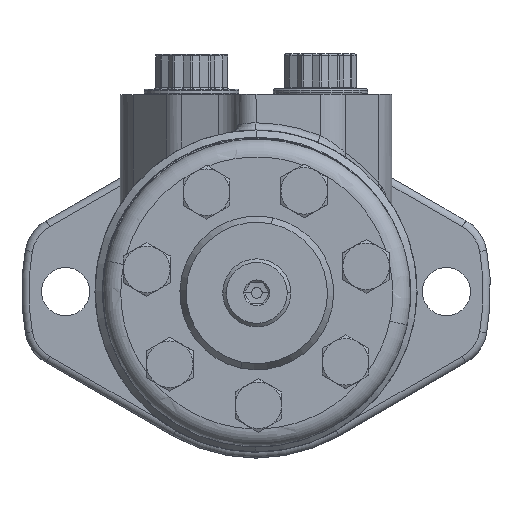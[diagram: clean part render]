
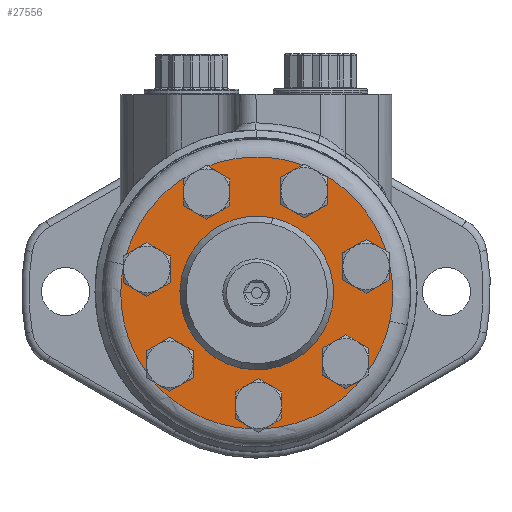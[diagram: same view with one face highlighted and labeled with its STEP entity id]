
A CAD part, top view. The second image highlights one B-rep face of the part: STEP entity #27556.
In plain terms, the highlighted planar face has unit normal (0, 0, 1).
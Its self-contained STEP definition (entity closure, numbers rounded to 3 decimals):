
#5375=CARTESIAN_POINT('',(0.214,-0.564,125.925));
#5376=DIRECTION('',(0.,0.,1.));
#5377=DIRECTION('',(-0.978,0.209,0.));
#5378=AXIS2_PLACEMENT_3D('',#5375,#5376,#5377);
#5380=CARTESIAN_POINT('',(0.214,-0.564,125.925));
#5381=DIRECTION('',(0.,0.,1.));
#5382=DIRECTION('',(0.978,-0.209,0.));
#5383=AXIS2_PLACEMENT_3D('',#5380,#5381,#5382);
#5385=CARTESIAN_POINT('',(25.058,-19.819,125.925));
#5386=DIRECTION('',(0.,0.,1.));
#5387=DIRECTION('',(1.,0.,0.));
#5388=AXIS2_PLACEMENT_3D('',#5385,#5386,#5387);
#5390=CARTESIAN_POINT('',(25.058,-19.819,125.925));
#5391=DIRECTION('',(0.,0.,1.));
#5392=DIRECTION('',(-1.,0.,0.));
#5393=AXIS2_PLACEMENT_3D('',#5390,#5391,#5392);
#5395=CARTESIAN_POINT('',(30.759,6.855,125.925));
#5396=DIRECTION('',(0.,0.,1.));
#5397=DIRECTION('',(1.,0.,0.));
#5398=AXIS2_PLACEMENT_3D('',#5395,#5396,#5397);
#5400=CARTESIAN_POINT('',(30.759,6.855,125.925));
#5401=DIRECTION('',(0.,0.,1.));
#5402=DIRECTION('',(-1.,0.,0.));
#5403=AXIS2_PLACEMENT_3D('',#5400,#5401,#5402);
#5405=CARTESIAN_POINT('',(13.458,27.942,125.925));
#5406=DIRECTION('',(0.,0.,1.));
#5407=DIRECTION('',(1.,0.,0.));
#5408=AXIS2_PLACEMENT_3D('',#5405,#5406,#5407);
#5410=CARTESIAN_POINT('',(13.458,27.942,125.925));
#5411=DIRECTION('',(0.,0.,1.));
#5412=DIRECTION('',(-1.,0.,0.));
#5413=AXIS2_PLACEMENT_3D('',#5410,#5411,#5412);
#5415=CARTESIAN_POINT('',(-13.816,27.564,125.925));
#5416=DIRECTION('',(0.,0.,1.));
#5417=DIRECTION('',(1.,0.,0.));
#5418=AXIS2_PLACEMENT_3D('',#5415,#5416,#5417);
#5420=CARTESIAN_POINT('',(-13.816,27.564,125.925));
#5421=DIRECTION('',(0.,0.,1.));
#5422=DIRECTION('',(-1.,0.,0.));
#5423=AXIS2_PLACEMENT_3D('',#5420,#5421,#5422);
#5425=CARTESIAN_POINT('',(-30.525,6.005,125.925));
#5426=DIRECTION('',(0.,0.,1.));
#5427=DIRECTION('',(1.,0.,0.));
#5428=AXIS2_PLACEMENT_3D('',#5425,#5426,#5427);
#5430=CARTESIAN_POINT('',(-30.525,6.005,125.925));
#5431=DIRECTION('',(0.,0.,1.));
#5432=DIRECTION('',(-1.,0.,0.));
#5433=AXIS2_PLACEMENT_3D('',#5430,#5431,#5432);
#5435=CARTESIAN_POINT('',(-24.087,-20.5,125.925));
#5436=DIRECTION('',(0.,0.,1.));
#5437=DIRECTION('',(1.,0.,0.));
#5438=AXIS2_PLACEMENT_3D('',#5435,#5436,#5437);
#5440=CARTESIAN_POINT('',(-24.087,-20.5,125.925));
#5441=DIRECTION('',(0.,0.,1.));
#5442=DIRECTION('',(-1.,0.,0.));
#5443=AXIS2_PLACEMENT_3D('',#5440,#5441,#5442);
#5445=CARTESIAN_POINT('',(0.649,-31.993,125.925));
#5446=DIRECTION('',(0.,0.,1.));
#5447=DIRECTION('',(1.,0.,0.));
#5448=AXIS2_PLACEMENT_3D('',#5445,#5446,#5447);
#5450=CARTESIAN_POINT('',(0.649,-31.993,125.925));
#5451=DIRECTION('',(0.,0.,1.));
#5452=DIRECTION('',(-1.,0.,0.));
#5453=AXIS2_PLACEMENT_3D('',#5450,#5451,#5452);
#5486=CARTESIAN_POINT('',(0.214,-0.564,125.925));
#5487=DIRECTION('',(0.,0.,1.));
#5488=DIRECTION('',(-0.209,-0.978,0.));
#5489=AXIS2_PLACEMENT_3D('',#5486,#5487,#5488);
#5491=CARTESIAN_POINT('',(0.214,-0.564,125.925));
#5492=DIRECTION('',(0.,0.,-1.));
#5493=DIRECTION('',(-0.209,-0.978,0.));
#5494=AXIS2_PLACEMENT_3D('',#5491,#5492,#5493);
#20837=CARTESIAN_POINT('',(-4.275,-21.571,125.925));
#20839=VERTEX_POINT('',#20837);
#20841=CARTESIAN_POINT('',(4.703,20.444,125.925));
#20843=VERTEX_POINT('',#20841);
#20887=CARTESIAN_POINT('',(-36.947,7.377,125.925));
#20888=CARTESIAN_POINT('',(37.375,-8.504,125.925));
#20889=VERTEX_POINT('',#20887);
#20890=VERTEX_POINT('',#20888);
#21045=CARTESIAN_POINT('',(31.558,-19.819,125.925));
#21046=CARTESIAN_POINT('',(18.558,-19.819,125.925));
#21047=VERTEX_POINT('',#21045);
#21048=VERTEX_POINT('',#21046);
#21061=CARTESIAN_POINT('',(37.259,6.855,125.925));
#21062=CARTESIAN_POINT('',(24.259,6.855,125.925));
#21063=VERTEX_POINT('',#21061);
#21064=VERTEX_POINT('',#21062);
#21077=CARTESIAN_POINT('',(19.958,27.942,125.925));
#21078=CARTESIAN_POINT('',(6.958,27.942,125.925));
#21079=VERTEX_POINT('',#21077);
#21080=VERTEX_POINT('',#21078);
#21093=CARTESIAN_POINT('',(-7.316,27.564,125.925));
#21094=CARTESIAN_POINT('',(-20.316,27.564,125.925));
#21095=VERTEX_POINT('',#21093);
#21096=VERTEX_POINT('',#21094);
#21109=CARTESIAN_POINT('',(-24.025,6.005,125.925));
#21110=CARTESIAN_POINT('',(-37.025,6.005,125.925));
#21111=VERTEX_POINT('',#21109);
#21112=VERTEX_POINT('',#21110);
#21125=CARTESIAN_POINT('',(-17.587,-20.5,125.925));
#21126=CARTESIAN_POINT('',(-30.587,-20.5,125.925));
#21127=VERTEX_POINT('',#21125);
#21128=VERTEX_POINT('',#21126);
#21141=CARTESIAN_POINT('',(7.149,-31.993,125.925));
#21142=CARTESIAN_POINT('',(-5.851,-31.993,125.925));
#21143=VERTEX_POINT('',#21141);
#21144=VERTEX_POINT('',#21142);
#27498=CARTESIAN_POINT('',(0.214,-0.564,125.925));
#27499=DIRECTION('',(0.,0.,-1.));
#27500=DIRECTION('',(-0.209,-0.978,0.));
#27501=AXIS2_PLACEMENT_3D('',#27498,#27499,#27500);
#27502=PLANE('',#27501);
#27503=ORIENTED_EDGE('',*,*,#27488,.F.);
#27505=ORIENTED_EDGE('',*,*,#27504,.F.);
#27506=EDGE_LOOP('',(#27503,#27505));
#27507=FACE_OUTER_BOUND('',#27506,.F.);
#27509=ORIENTED_EDGE('',*,*,#27508,.T.);
#27511=ORIENTED_EDGE('',*,*,#27510,.F.);
#27512=EDGE_LOOP('',(#27509,#27511));
#27513=FACE_BOUND('',#27512,.F.);
#27515=ORIENTED_EDGE('',*,*,#27514,.T.);
#27517=ORIENTED_EDGE('',*,*,#27516,.T.);
#27518=EDGE_LOOP('',(#27515,#27517));
#27519=FACE_BOUND('',#27518,.F.);
#27521=ORIENTED_EDGE('',*,*,#27520,.T.);
#27523=ORIENTED_EDGE('',*,*,#27522,.T.);
#27524=EDGE_LOOP('',(#27521,#27523));
#27525=FACE_BOUND('',#27524,.F.);
#27527=ORIENTED_EDGE('',*,*,#27526,.T.);
#27529=ORIENTED_EDGE('',*,*,#27528,.T.);
#27530=EDGE_LOOP('',(#27527,#27529));
#27531=FACE_BOUND('',#27530,.F.);
#27533=ORIENTED_EDGE('',*,*,#27532,.T.);
#27535=ORIENTED_EDGE('',*,*,#27534,.T.);
#27536=EDGE_LOOP('',(#27533,#27535));
#27537=FACE_BOUND('',#27536,.F.);
#27539=ORIENTED_EDGE('',*,*,#27538,.T.);
#27541=ORIENTED_EDGE('',*,*,#27540,.T.);
#27542=EDGE_LOOP('',(#27539,#27541));
#27543=FACE_BOUND('',#27542,.F.);
#27545=ORIENTED_EDGE('',*,*,#27544,.T.);
#27547=ORIENTED_EDGE('',*,*,#27546,.T.);
#27548=EDGE_LOOP('',(#27545,#27547));
#27549=FACE_BOUND('',#27548,.F.);
#27551=ORIENTED_EDGE('',*,*,#27550,.T.);
#27553=ORIENTED_EDGE('',*,*,#27552,.T.);
#27554=EDGE_LOOP('',(#27551,#27553));
#27555=FACE_BOUND('',#27554,.F.);
#27556=ADVANCED_FACE('',(#27507,#27513,#27519,#27525,#27531,#27537,#27543,
#27549,#27555),#27502,.F.);
#5379=CIRCLE('',#5378,38.);
#5384=CIRCLE('',#5383,38.);
#5389=CIRCLE('',#5388,6.5);
#5394=CIRCLE('',#5393,6.5);
#5399=CIRCLE('',#5398,6.5);
#5404=CIRCLE('',#5403,6.5);
#5409=CIRCLE('',#5408,6.5);
#5414=CIRCLE('',#5413,6.5);
#5419=CIRCLE('',#5418,6.5);
#5424=CIRCLE('',#5423,6.5);
#5429=CIRCLE('',#5428,6.5);
#5434=CIRCLE('',#5433,6.5);
#5439=CIRCLE('',#5438,6.5);
#5444=CIRCLE('',#5443,6.5);
#5449=CIRCLE('',#5448,6.5);
#5454=CIRCLE('',#5453,6.5);
#5490=CIRCLE('',#5489,21.482);
#5495=CIRCLE('',#5494,21.482);
#27488=EDGE_CURVE('',#20889,#20890,#5379,.T.);
#27504=EDGE_CURVE('',#20890,#20889,#5384,.T.);
#27508=EDGE_CURVE('',#20839,#20843,#5490,.T.);
#27510=EDGE_CURVE('',#20839,#20843,#5495,.T.);
#27514=EDGE_CURVE('',#21047,#21048,#5389,.T.);
#27516=EDGE_CURVE('',#21048,#21047,#5394,.T.);
#27520=EDGE_CURVE('',#21063,#21064,#5399,.T.);
#27522=EDGE_CURVE('',#21064,#21063,#5404,.T.);
#27526=EDGE_CURVE('',#21079,#21080,#5409,.T.);
#27528=EDGE_CURVE('',#21080,#21079,#5414,.T.);
#27532=EDGE_CURVE('',#21095,#21096,#5419,.T.);
#27534=EDGE_CURVE('',#21096,#21095,#5424,.T.);
#27538=EDGE_CURVE('',#21111,#21112,#5429,.T.);
#27540=EDGE_CURVE('',#21112,#21111,#5434,.T.);
#27544=EDGE_CURVE('',#21127,#21128,#5439,.T.);
#27546=EDGE_CURVE('',#21128,#21127,#5444,.T.);
#27550=EDGE_CURVE('',#21143,#21144,#5449,.T.);
#27552=EDGE_CURVE('',#21144,#21143,#5454,.T.);
